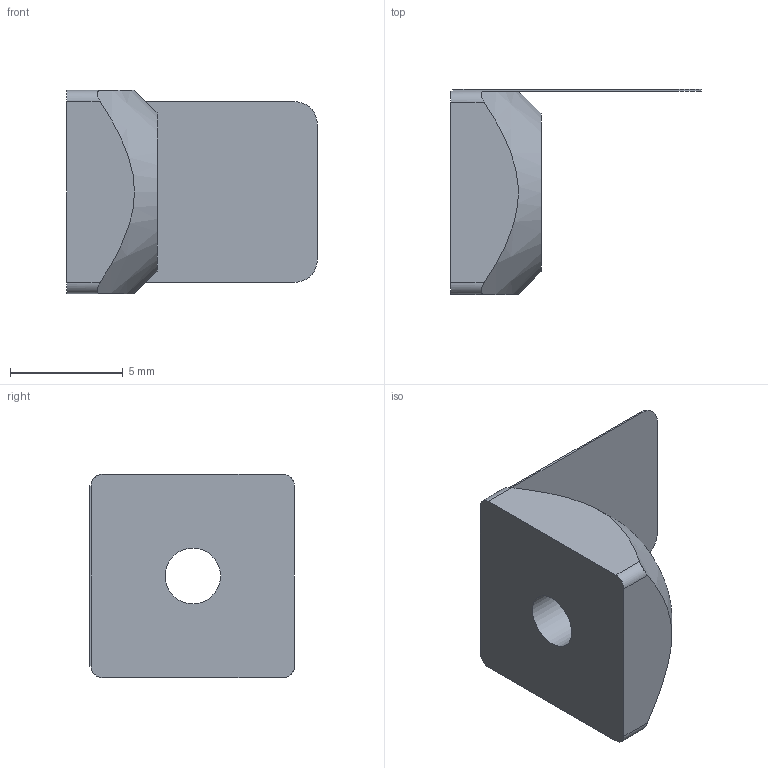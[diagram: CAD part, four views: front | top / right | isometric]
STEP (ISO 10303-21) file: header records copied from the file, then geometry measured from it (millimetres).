
FILE_DESCRIPTION(/* description */ ('Matice 30 s pružinou'),/* implementation_level */ '2;1');
FILE_NAME(/* name */ '210632.stp',/* time_stamp */ '2019-07-09T07:06:13+02:00',/* author */ ('Špaček'),/* organization */ ('Alutec K&K'),/* preprocessor_version */ 'ST-DEVELOPER v17',/* originating_system */ 'Autodesk Inventor 2018',/* authorisation */ '');
FILE_SCHEMA (('AUTOMOTIVE_DESIGN { 1 0 10303 214 3 1 1 }'));
Length unit declared in the file: millimetre
Products named in the file (1): 210632
Bounding box: 11.1 x 9.07 x 9 mm (x, y, z)
Volume: 271 mm3; surface area: 423.8 mm2
Topology: 1 solids, 1 shells, 20 faces, 52 edges, 34 vertices
Faces by surface type: plane 12, cylinder 7, cone 1
Full cylindrical faces by diameter (mm): 2.459 x1
Entity records: 695 total; most frequent: CARTESIAN_POINT 169, ORIENTED_EDGE 104, DIRECTION 98, EDGE_CURVE 52, VERTEX_POINT 34, AXIS2_PLACEMENT_3D 34, LINE 30, VECTOR 30
